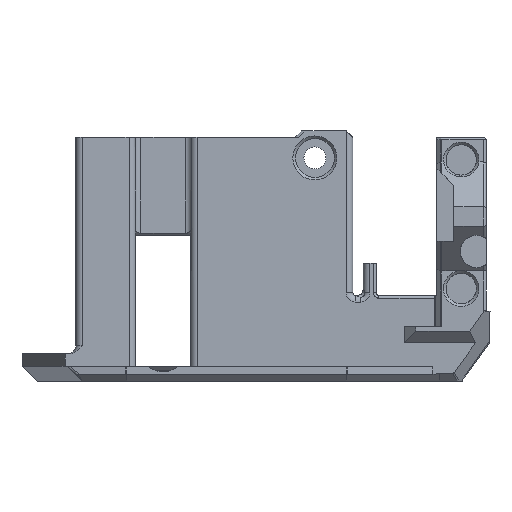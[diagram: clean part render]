
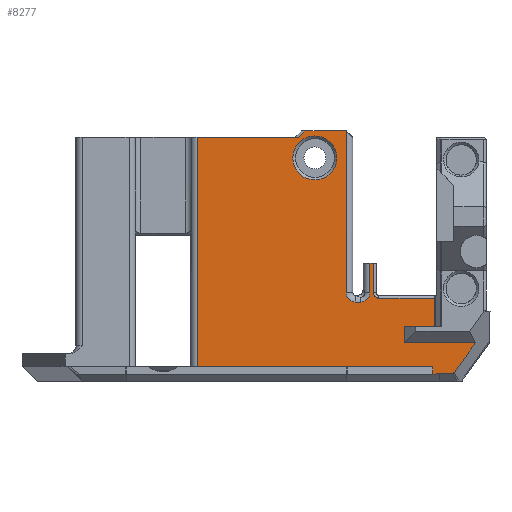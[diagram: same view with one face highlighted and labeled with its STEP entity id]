
A CAD part, left-side view. The second image highlights one B-rep face of the part: STEP entity #8277.
In plain terms, the highlighted planar face has unit normal (-1, 0, 0).
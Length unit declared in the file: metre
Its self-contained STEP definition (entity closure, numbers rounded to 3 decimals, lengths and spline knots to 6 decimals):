
#114=CIRCLE('',#8834,0.0014);
#118=CIRCLE('',#8839,0.0034);
#119=CIRCLE('',#8842,0.0008);
#120=CIRCLE('',#8843,0.0014);
#621=ELLIPSE('',#8840,0.000567,0.0004);
#622=ELLIPSE('',#8841,0.000602,0.0004);
#1051=ORIENTED_EDGE('',*,*,#3554,.F.);
#1052=ORIENTED_EDGE('',*,*,#3555,.F.);
#1053=ORIENTED_EDGE('',*,*,#3556,.T.);
#1054=ORIENTED_EDGE('',*,*,#3518,.F.);
#1055=ORIENTED_EDGE('',*,*,#3557,.F.);
#1056=ORIENTED_EDGE('',*,*,#3558,.F.);
#1057=ORIENTED_EDGE('',*,*,#3559,.T.);
#1058=ORIENTED_EDGE('',*,*,#3560,.F.);
#1059=ORIENTED_EDGE('',*,*,#3561,.F.);
#1060=ORIENTED_EDGE('',*,*,#3562,.F.);
#1061=ORIENTED_EDGE('',*,*,#3563,.F.);
#1062=ORIENTED_EDGE('',*,*,#3564,.F.);
#1063=ORIENTED_EDGE('',*,*,#3565,.F.);
#1064=ORIENTED_EDGE('',*,*,#3566,.F.);
#1065=ORIENTED_EDGE('',*,*,#3567,.F.);
#1066=ORIENTED_EDGE('',*,*,#3568,.F.);
#1067=ORIENTED_EDGE('',*,*,#3569,.F.);
#1068=ORIENTED_EDGE('',*,*,#3570,.F.);
#1069=ORIENTED_EDGE('',*,*,#3571,.T.);
#1070=ORIENTED_EDGE('',*,*,#3572,.F.);
#1071=ORIENTED_EDGE('',*,*,#3573,.F.);
#1072=ORIENTED_EDGE('',*,*,#3574,.F.);
#1073=ORIENTED_EDGE('',*,*,#3550,.F.);
#1074=ORIENTED_EDGE('',*,*,#3575,.F.);
#1075=ORIENTED_EDGE('',*,*,#3576,.F.);
#3518=EDGE_CURVE('',#4776,#4777,#5562,.T.);
#3550=EDGE_CURVE('',#4797,#4798,#114,.T.);
#3554=EDGE_CURVE('',#4801,#4801,#118,.T.);
#3555=EDGE_CURVE('',#4802,#4803,#5580,.T.);
#3556=EDGE_CURVE('',#4802,#4777,#5581,.T.);
#3557=EDGE_CURVE('',#4804,#4776,#5582,.T.);
#3558=EDGE_CURVE('',#4805,#4804,#5583,.T.);
#3559=EDGE_CURVE('',#4805,#4806,#5584,.T.);
#3560=EDGE_CURVE('',#4807,#4806,#621,.T.);
#3561=EDGE_CURVE('',#4808,#4807,#5585,.T.);
#3562=EDGE_CURVE('',#4809,#4808,#622,.T.);
#3563=EDGE_CURVE('',#4810,#4809,#5586,.T.);
#3564=EDGE_CURVE('',#4811,#4810,#5587,.T.);
#3565=EDGE_CURVE('',#4812,#4811,#5588,.T.);
#3566=EDGE_CURVE('',#4813,#4812,#5589,.T.);
#3567=EDGE_CURVE('',#4814,#4813,#5590,.T.);
#3568=EDGE_CURVE('',#4815,#4814,#5591,.T.);
#3569=EDGE_CURVE('',#4816,#4815,#119,.T.);
#3570=EDGE_CURVE('',#4817,#4816,#5592,.T.);
#3571=EDGE_CURVE('',#4817,#4818,#5593,.T.);
#3572=EDGE_CURVE('',#4819,#4818,#5594,.T.);
#3573=EDGE_CURVE('',#4820,#4819,#120,.T.);
#3574=EDGE_CURVE('',#4798,#4820,#5595,.T.);
#3575=EDGE_CURVE('',#4821,#4797,#5596,.T.);
#3576=EDGE_CURVE('',#4803,#4821,#5597,.T.);
#4776=VERTEX_POINT('',#12376);
#4777=VERTEX_POINT('',#12378);
#4797=VERTEX_POINT('',#12442);
#4798=VERTEX_POINT('',#12443);
#4801=VERTEX_POINT('',#12451);
#4802=VERTEX_POINT('',#12453);
#4803=VERTEX_POINT('',#12454);
#4804=VERTEX_POINT('',#12457);
#4805=VERTEX_POINT('',#12459);
#4806=VERTEX_POINT('',#12461);
#4807=VERTEX_POINT('',#12463);
#4808=VERTEX_POINT('',#12465);
#4809=VERTEX_POINT('',#12467);
#4810=VERTEX_POINT('',#12469);
#4811=VERTEX_POINT('',#12471);
#4812=VERTEX_POINT('',#12473);
#4813=VERTEX_POINT('',#12475);
#4814=VERTEX_POINT('',#12477);
#4815=VERTEX_POINT('',#12479);
#4816=VERTEX_POINT('',#12481);
#4817=VERTEX_POINT('',#12483);
#4818=VERTEX_POINT('',#12485);
#4819=VERTEX_POINT('',#12487);
#4820=VERTEX_POINT('',#12489);
#4821=VERTEX_POINT('',#12492);
#5562=LINE('',#12377,#6339);
#5580=LINE('',#12452,#6357);
#5581=LINE('',#12455,#6358);
#5582=LINE('',#12456,#6359);
#5583=LINE('',#12458,#6360);
#5584=LINE('',#12460,#6361);
#5585=LINE('',#12464,#6362);
#5586=LINE('',#12468,#6363);
#5587=LINE('',#12470,#6364);
#5588=LINE('',#12472,#6365);
#5589=LINE('',#12474,#6366);
#5590=LINE('',#12476,#6367);
#5591=LINE('',#12478,#6368);
#5592=LINE('',#12482,#6369);
#5593=LINE('',#12484,#6370);
#5594=LINE('',#12486,#6371);
#5595=LINE('',#12490,#6372);
#5596=LINE('',#12491,#6373);
#5597=LINE('',#12493,#6374);
#6339=VECTOR('',#9843,1.);
#6357=VECTOR('',#9925,1.);
#6358=VECTOR('',#9926,1.);
#6359=VECTOR('',#9927,1.);
#6360=VECTOR('',#9928,1.);
#6361=VECTOR('',#9929,1.);
#6362=VECTOR('',#9932,1.);
#6363=VECTOR('',#9935,1.);
#6364=VECTOR('',#9936,1.);
#6365=VECTOR('',#9937,1.);
#6366=VECTOR('',#9938,1.);
#6367=VECTOR('',#9939,1.);
#6368=VECTOR('',#9940,1.);
#6369=VECTOR('',#9943,1.);
#6370=VECTOR('',#9944,1.);
#6371=VECTOR('',#9945,1.);
#6372=VECTOR('',#9948,1.);
#6373=VECTOR('',#9949,1.);
#6374=VECTOR('',#9950,1.);
#7012=EDGE_LOOP('',(#1051));
#7013=EDGE_LOOP('',(#1052,#1053,#1054,#1055,#1056,#1057,#1058,#1059,#1060,
#1061,#1062,#1063,#1064,#1065,#1066,#1067,#1068,#1069,#1070,#1071,#1072,
#1073,#1074,#1075));
#7522=FACE_BOUND('',#7012,.T.);
#7523=FACE_BOUND('',#7013,.T.);
#8012=PLANE('',#8838);
#8277=ADVANCED_FACE('',(#7522,#7523),#8012,.T.);
#8834=AXIS2_PLACEMENT_3D('',#12441,#9913,#9914);
#8838=AXIS2_PLACEMENT_3D('',#12449,#9921,#9922);
#8839=AXIS2_PLACEMENT_3D('',#12450,#9923,#9924);
#8840=AXIS2_PLACEMENT_3D('',#12462,#9930,#9931);
#8841=AXIS2_PLACEMENT_3D('',#12466,#9933,#9934);
#8842=AXIS2_PLACEMENT_3D('',#12480,#9941,#9942);
#8843=AXIS2_PLACEMENT_3D('',#12488,#9946,#9947);
#9843=DIRECTION('',(0.,0.,1.));
#9913=DIRECTION('',(-1.,0.,0.));
#9914=DIRECTION('',(0.,1.,0.));
#9921=DIRECTION('',(-1.,0.,0.));
#9922=DIRECTION('',(0.,-1.,0.));
#9923=DIRECTION('',(-1.,0.,0.));
#9924=DIRECTION('',(0.,-1.,0.));
#9925=DIRECTION('',(0.,-0.707,0.707));
#9926=DIRECTION('',(0.,1.,0.));
#9927=DIRECTION('',(0.,1.,0.));
#9928=DIRECTION('',(0.,0.,1.));
#9929=DIRECTION('',(0.,-0.984,0.176));
#9930=DIRECTION('',(-1.,0.,0.));
#9931=DIRECTION('',(0.,0.09,-0.996));
#9932=DIRECTION('',(0.,1.,0.));
#9933=DIRECTION('',(1.,0.,0.));
#9934=DIRECTION('',(0.,0.458,0.889));
#9935=DIRECTION('',(0.,0.581,-0.814));
#9936=DIRECTION('',(0.,-1.,0.));
#9937=DIRECTION('',(0.,0.,-1.));
#9938=DIRECTION('',(0.,1.,0.));
#9939=DIRECTION('',(0.,0.,-1.));
#9940=DIRECTION('',(0.,-1.,0.));
#9941=DIRECTION('',(-1.,0.,0.));
#9942=DIRECTION('',(0.,-1.,0.));
#9943=DIRECTION('',(0.,0.,-1.));
#9944=DIRECTION('',(0.,1.,0.));
#9945=DIRECTION('',(0.,0.,1.));
#9946=DIRECTION('',(-1.,0.,0.));
#9947=DIRECTION('',(0.,1.,0.));
#9948=DIRECTION('',(0.,-1.,0.));
#9949=DIRECTION('',(0.,0.,-1.));
#9950=DIRECTION('',(0.,-1.,0.));
#12376=CARTESIAN_POINT('',(-0.126684,0.109629,0.0022));
#12377=CARTESIAN_POINT('',(-0.126684,0.109629,0.020415));
#12378=CARTESIAN_POINT('',(-0.126684,0.109629,0.03763));
#12441=CARTESIAN_POINT('',(-0.126684,0.085154,0.0136));
#12442=CARTESIAN_POINT('',(-0.126684,0.086554,0.0136));
#12443=CARTESIAN_POINT('',(-0.126684,0.085154,0.0122));
#12449=CARTESIAN_POINT('',(-0.126684,0.128379,0.0032));
#12450=CARTESIAN_POINT('',(-0.126684,0.09142,0.034464));
#12451=CARTESIAN_POINT('',(-0.126684,0.08802,0.034464));
#12452=CARTESIAN_POINT('',(-0.126684,0.108941,0.022652));
#12453=CARTESIAN_POINT('',(-0.126684,0.093965,0.03763));
#12454=CARTESIAN_POINT('',(-0.126684,0.092963,0.03863));
#12455=CARTESIAN_POINT('',(-0.126684,0.128379,0.03763));
#12456=CARTESIAN_POINT('',(-0.126684,0.09867,0.0022));
#12457=CARTESIAN_POINT('',(-0.126684,0.07318,0.0022));
#12458=CARTESIAN_POINT('',(-0.126684,0.07318,0.0024));
#12459=CARTESIAN_POINT('',(-0.126684,0.07318,0.001006));
#12460=CARTESIAN_POINT('',(-0.126684,0.126279,-0.008512));
#12461=CARTESIAN_POINT('',(-0.126684,0.072126,0.001195));
#12462=CARTESIAN_POINT('',(-0.126684,0.072101,0.000634));
#12463=CARTESIAN_POINT('',(-0.126684,0.072075,0.0012));
#12464=CARTESIAN_POINT('',(-0.126684,0.110768,0.0012));
#12465=CARTESIAN_POINT('',(-0.126684,0.070108,0.0012));
#12466=CARTESIAN_POINT('',(-0.126684,0.070253,0.001766));
#12467=CARTESIAN_POINT('',(-0.126684,0.069878,0.001318));
#12468=CARTESIAN_POINT('',(-0.126684,0.069573,0.001745));
#12469=CARTESIAN_POINT('',(-0.126684,0.066605,0.0059));
#12470=CARTESIAN_POINT('',(-0.126684,0.071641,0.0059));
#12471=CARTESIAN_POINT('',(-0.126684,0.077621,0.0059));
#12472=CARTESIAN_POINT('',(-0.126684,0.077621,0.0045));
#12473=CARTESIAN_POINT('',(-0.126684,0.077621,0.0084));
#12474=CARTESIAN_POINT('',(-0.126684,0.077721,0.0084));
#12475=CARTESIAN_POINT('',(-0.126684,0.072965,0.0084));
#12476=CARTESIAN_POINT('',(-0.126684,0.072965,0.019315));
#12477=CARTESIAN_POINT('',(-0.126684,0.072965,0.0128));
#12478=CARTESIAN_POINT('',(-0.126684,0.097188,0.0128));
#12479=CARTESIAN_POINT('',(-0.126684,0.081546,0.0128));
#12480=CARTESIAN_POINT('',(-0.126684,0.081546,0.0136));
#12481=CARTESIAN_POINT('',(-0.126684,0.082346,0.0136));
#12482=CARTESIAN_POINT('',(-0.126684,0.082346,0.0082));
#12483=CARTESIAN_POINT('',(-0.126684,0.082346,0.0182));
#12484=CARTESIAN_POINT('',(-0.126684,0.128379,0.0182));
#12485=CARTESIAN_POINT('',(-0.126684,0.082946,0.0182));
#12486=CARTESIAN_POINT('',(-0.126684,0.082946,0.0052));
#12487=CARTESIAN_POINT('',(-0.126684,0.082946,0.0136));
#12488=CARTESIAN_POINT('',(-0.126684,0.084346,0.0136));
#12489=CARTESIAN_POINT('',(-0.126684,0.084346,0.0122));
#12490=CARTESIAN_POINT('',(-0.126684,0.097188,0.0122));
#12491=CARTESIAN_POINT('',(-0.126684,0.086554,0.014308));
#12492=CARTESIAN_POINT('',(-0.126684,0.086554,0.03863));
#12493=CARTESIAN_POINT('',(-0.126684,0.09867,0.03863));
